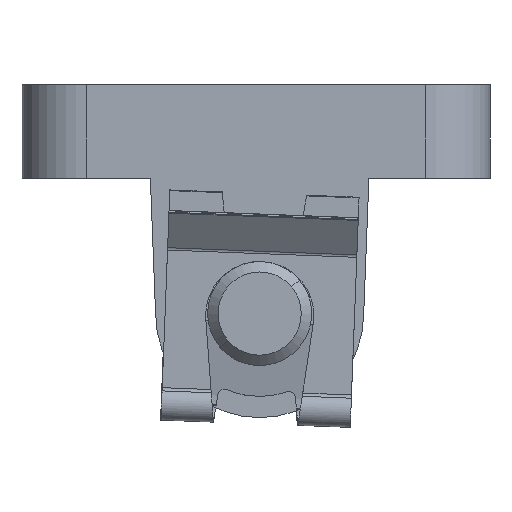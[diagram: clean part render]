
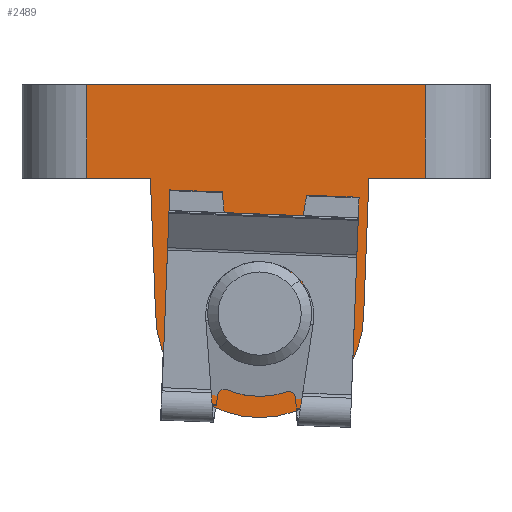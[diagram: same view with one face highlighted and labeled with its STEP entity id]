
A CAD part, left-side view. The second image highlights one B-rep face of the part: STEP entity #2489.
In plain terms, the highlighted planar face has unit normal (-1, 0, 0).
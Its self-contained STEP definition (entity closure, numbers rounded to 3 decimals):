
#157 = AXIS2_PLACEMENT_3D ( 'NONE', #2864, #2865, #2866 ) ;
#183 = AXIS2_PLACEMENT_3D ( 'NONE', #2965, #2974, #2975 ) ;
#195 = AXIS2_PLACEMENT_3D ( 'NONE', #3029, #3041, #3042 ) ;
#218 = AXIS2_PLACEMENT_3D ( 'NONE', #3412, #3414, #3415 ) ;
#625 = VECTOR ( 'NONE', #3116, 1000. ) ;
#628 = VECTOR ( 'NONE', #3122, 1000. ) ;
#630 = LINE ( 'NONE', #3092, #646 ) ;
#639 = LINE ( 'NONE', #3115, #625 ) ;
#646 = VECTOR ( 'NONE', #3093, 1000. ) ;
#649 = LINE ( 'NONE', #3121, #628 ) ;
#652 = VECTOR ( 'NONE', #3128, 1000. ) ;
#656 = VECTOR ( 'NONE', #3124, 1000. ) ;
#657 = LINE ( 'NONE', #3127, #652 ) ;
#661 = LINE ( 'NONE', #3123, #656 ) ;
#767 = EDGE_CURVE ( 'NONE', #993, #1003, #2411, .T. ) ;
#771 = EDGE_CURVE ( 'NONE', #1028, #1094, #2412, .T. ) ;
#776 = EDGE_CURVE ( 'NONE', #1155, #1028, #2422, .T. ) ;
#809 = EDGE_CURVE ( 'NONE', #1018, #1066, #946, .T. ) ;
#835 = EDGE_CURVE ( 'NONE', #1003, #993, #950, .T. ) ;
#856 = EDGE_CURVE ( 'NONE', #1155, #1142, #630, .T. ) ;
#865 = EDGE_CURVE ( 'NONE', #1066, #1094, #639, .T. ) ;
#867 = EDGE_CURVE ( 'NONE', #1101, #1018, #649, .T. ) ;
#868 = EDGE_CURVE ( 'NONE', #1142, #1025, #661, .T. ) ;
#870 = EDGE_CURVE ( 'NONE', #1101, #1025, #657, .T. ) ;
#946 = CIRCLE ( 'NONE', #183, 10. ) ;
#950 = CIRCLE ( 'NONE', #195, 5. ) ;
#993 = VERTEX_POINT ( 'NONE', #3213 ) ;
#1003 = VERTEX_POINT ( 'NONE', #3223 ) ;
#1018 = VERTEX_POINT ( 'NONE', #3238 ) ;
#1025 = VERTEX_POINT ( 'NONE', #3245 ) ;
#1028 = VERTEX_POINT ( 'NONE', #3248 ) ;
#1066 = VERTEX_POINT ( 'NONE', #3286 ) ;
#1094 = VERTEX_POINT ( 'NONE', #3314 ) ;
#1101 = VERTEX_POINT ( 'NONE', #3321 ) ;
#1142 = VERTEX_POINT ( 'NONE', #3362 ) ;
#1155 = VERTEX_POINT ( 'NONE', #3375 ) ;
#1537 = ORIENTED_EDGE ( 'NONE', *, *, #809, .F. ) ;
#1541 = ORIENTED_EDGE ( 'NONE', *, *, #865, .F. ) ;
#1558 = ORIENTED_EDGE ( 'NONE', *, *, #867, .F. ) ;
#1576 = ORIENTED_EDGE ( 'NONE', *, *, #870, .T. ) ;
#1577 = ORIENTED_EDGE ( 'NONE', *, *, #868, .F. ) ;
#1734 = ORIENTED_EDGE ( 'NONE', *, *, #767, .T. ) ;
#1776 = ORIENTED_EDGE ( 'NONE', *, *, #856, .F. ) ;
#1863 = ORIENTED_EDGE ( 'NONE', *, *, #776, .T. ) ;
#1869 = ORIENTED_EDGE ( 'NONE', *, *, #771, .T. ) ;
#1929 = EDGE_LOOP ( 'NONE', ( #3996, #1734 ) ) ;
#1934 = EDGE_LOOP ( 'NONE', ( #1576, #1577, #1776, #1863, #1869, #1541, #1537, #1558 ) ) ;
#2409 = VECTOR ( 'NONE', #2889, 1000. ) ;
#2411 = CIRCLE ( 'NONE', #157, 5. ) ;
#2412 = LINE ( 'NONE', #2876, #2413 ) ;
#2413 = VECTOR ( 'NONE', #2877, 1000. ) ;
#2422 = LINE ( 'NONE', #2882, #2409 ) ;
#2439 = FACE_BOUND ( 'NONE', #1929, .T. ) ;
#2444 = FACE_OUTER_BOUND ( 'NONE', #1934, .T. ) ;
#2489 = ADVANCED_FACE ( 'NONE', ( #2444, #2439 ), #3413, .F. ) ;
#2864 = CARTESIAN_POINT ( 'NONE',  ( 0., 22.15, -13. ) ) ;
#2865 = DIRECTION ( 'NONE',  ( 1., 0., 0. ) ) ;
#2866 = DIRECTION ( 'NONE',  ( 0., 0., -1. ) ) ;
#2876 = CARTESIAN_POINT ( 'NONE',  ( 0., 0., 0. ) ) ;
#2877 = DIRECTION ( 'NONE',  ( 0., -1., 0. ) ) ;
#2882 = CARTESIAN_POINT ( 'NONE',  ( 0., 38.75, 30.15 ) ) ;
#2889 = DIRECTION ( 'NONE',  ( 0., 0., -1. ) ) ;
#2965 = CARTESIAN_POINT ( 'NONE',  ( 0., 22.15, -13. ) ) ;
#2974 = DIRECTION ( 'NONE',  ( 1., 0., 0. ) ) ;
#2975 = DIRECTION ( 'NONE',  ( 0., 0., -1. ) ) ;
#3029 = CARTESIAN_POINT ( 'NONE',  ( 0., 22.15, -13. ) ) ;
#3041 = DIRECTION ( 'NONE',  ( 1., 0., 0. ) ) ;
#3042 = DIRECTION ( 'NONE',  ( 0., 0., -1. ) ) ;
#3092 = CARTESIAN_POINT ( 'NONE',  ( 0., 0., 9. ) ) ;
#3093 = DIRECTION ( 'NONE',  ( 0., -1., 0. ) ) ;
#3115 = CARTESIAN_POINT ( 'NONE',  ( 0., 32.15, -13. ) ) ;
#3116 = DIRECTION ( 'NONE',  ( 0., 0.038, 0.999 ) ) ;
#3121 = CARTESIAN_POINT ( 'NONE',  ( 0., 12.15, -13. ) ) ;
#3122 = DIRECTION ( 'NONE',  ( 0., 0.038, -0.999 ) ) ;
#3123 = CARTESIAN_POINT ( 'NONE',  ( 0., 6.25, 30.15 ) ) ;
#3124 = DIRECTION ( 'NONE',  ( 0., 0., -1. ) ) ;
#3127 = CARTESIAN_POINT ( 'NONE',  ( 0., 0., 0. ) ) ;
#3128 = DIRECTION ( 'NONE',  ( 0., -1., 0. ) ) ;
#3213 = CARTESIAN_POINT ( 'NONE',  ( 0., 22.15, -18. ) ) ;
#3223 = CARTESIAN_POINT ( 'NONE',  ( 0., 22.15, -8. ) ) ;
#3238 = CARTESIAN_POINT ( 'NONE',  ( 0., 12.15, -13. ) ) ;
#3245 = CARTESIAN_POINT ( 'NONE',  ( 0., 6.25, 0. ) ) ;
#3248 = CARTESIAN_POINT ( 'NONE',  ( 0., 38.75, 0. ) ) ;
#3286 = CARTESIAN_POINT ( 'NONE',  ( 0., 32.15, -13. ) ) ;
#3314 = CARTESIAN_POINT ( 'NONE',  ( 0., 32.65, 0. ) ) ;
#3321 = CARTESIAN_POINT ( 'NONE',  ( 0., 11.65, 0. ) ) ;
#3362 = CARTESIAN_POINT ( 'NONE',  ( 0., 6.25, 9. ) ) ;
#3375 = CARTESIAN_POINT ( 'NONE',  ( 0., 38.75, 9. ) ) ;
#3412 = CARTESIAN_POINT ( 'NONE',  ( 0., 0., 9. ) ) ;
#3413 = PLANE ( 'NONE',  #218 ) ;
#3414 = DIRECTION ( 'NONE',  ( 1., 0., 0. ) ) ;
#3415 = DIRECTION ( 'NONE',  ( 0., 0., -1. ) ) ;
#3996 = ORIENTED_EDGE ( 'NONE', *, *, #835, .T. ) ;
